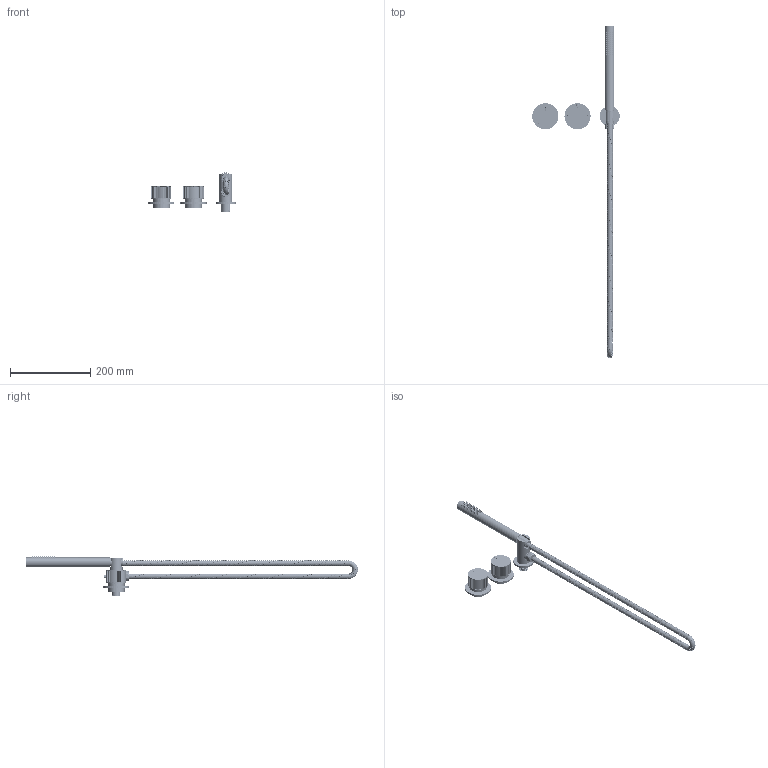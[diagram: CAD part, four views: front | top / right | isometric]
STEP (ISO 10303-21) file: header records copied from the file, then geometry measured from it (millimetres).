
FILE_DESCRIPTION (( 'STEP AP203' ), '1' );
FILE_NAME ('CO320LRV.H.F_STEP_v10724.STEP', '2024-07-25T13:26:55', ( '' ), ( '' ), 'SwSTEP 2.0', 'SolidWorks 2019', '' );
FILE_SCHEMA (( 'CONFIG_CONTROL_DESIGN' ));
Products named in the file (1): CO320LRV.H.F_STEP_v10724
Bounding box: 217.49 x 825.97 x 99.29 mm (x, y, z)
Volume: 440742 mm3; surface area: 165097.5 mm2
Topology: 14 solids, 14 shells, 2714 faces, 6717 edges, 4308 vertices
Faces by surface type: cylinder 1715, plane 581, torus 279, cone 99, bspline 40
Entity records: 187564 total; most frequent: CARTESIAN_POINT 127781, ORIENTED_EDGE 13434, DIRECTION 11499, EDGE_CURVE 6717, AXIS2_PLACEMENT_3D 4445, VERTEX_POINT 4308, EDGE_LOOP 3001, ADVANCED_FACE 2714
